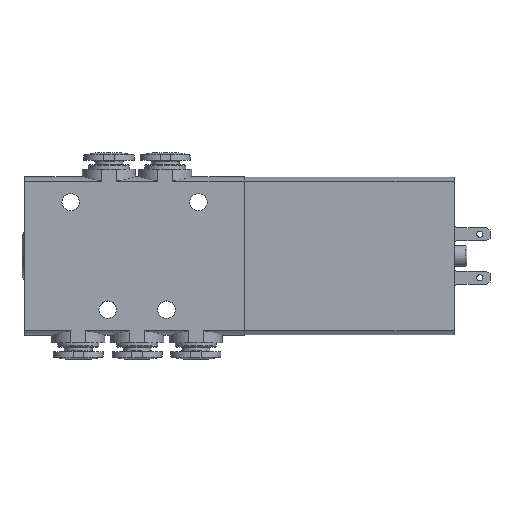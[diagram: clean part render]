
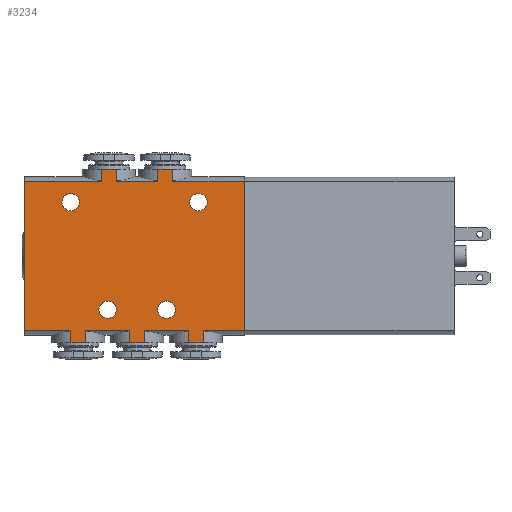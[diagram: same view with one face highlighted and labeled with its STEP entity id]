
A CAD part, top view. The second image highlights one B-rep face of the part: STEP entity #3234.
In plain terms, the highlighted planar face has unit normal (0, 0, 1).
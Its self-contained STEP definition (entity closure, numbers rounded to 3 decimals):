
#177=LINE('',#4340,#311);
#179=LINE('',#4355,#313);
#181=LINE('',#4364,#315);
#183=LINE('',#4379,#317);
#185=LINE('',#4394,#319);
#187=LINE('',#4414,#321);
#188=LINE('',#4416,#322);
#189=LINE('',#4418,#323);
#190=LINE('',#4419,#324);
#191=LINE('',#4421,#325);
#192=LINE('',#4423,#326);
#193=LINE('',#4424,#327);
#194=LINE('',#4426,#328);
#195=LINE('',#4428,#329);
#196=LINE('',#4429,#330);
#197=LINE('',#4431,#331);
#198=LINE('',#4433,#332);
#199=LINE('',#4434,#333);
#200=LINE('',#4436,#334);
#201=LINE('',#4438,#335);
#202=LINE('',#4440,#336);
#203=LINE('',#4442,#337);
#204=LINE('',#4444,#338);
#205=LINE('',#4446,#339);
#311=VECTOR('',#3684,1000.);
#313=VECTOR('',#3690,1000.);
#315=VECTOR('',#3698,1000.);
#317=VECTOR('',#3704,1000.);
#319=VECTOR('',#3710,1000.);
#321=VECTOR('',#3722,1000.);
#322=VECTOR('',#3723,1000.);
#323=VECTOR('',#3724,1000.);
#324=VECTOR('',#3725,1000.);
#325=VECTOR('',#3726,1000.);
#326=VECTOR('',#3727,1000.);
#327=VECTOR('',#3728,1000.);
#328=VECTOR('',#3729,1000.);
#329=VECTOR('',#3730,1000.);
#330=VECTOR('',#3731,1000.);
#331=VECTOR('',#3732,1000.);
#332=VECTOR('',#3733,1000.);
#333=VECTOR('',#3734,1000.);
#334=VECTOR('',#3735,1000.);
#335=VECTOR('',#3736,1000.);
#336=VECTOR('',#3737,1000.);
#337=VECTOR('',#3738,1000.);
#338=VECTOR('',#3739,1000.);
#339=VECTOR('',#3740,1000.);
#480=ORIENTED_EDGE('',*,*,#1082,.T.);
#481=ORIENTED_EDGE('',*,*,#1083,.T.);
#482=ORIENTED_EDGE('',*,*,#1084,.T.);
#483=ORIENTED_EDGE('',*,*,#1085,.T.);
#484=ORIENTED_EDGE('',*,*,#1063,.F.);
#485=ORIENTED_EDGE('',*,*,#1086,.T.);
#486=ORIENTED_EDGE('',*,*,#1087,.F.);
#487=ORIENTED_EDGE('',*,*,#1088,.F.);
#488=ORIENTED_EDGE('',*,*,#1067,.F.);
#489=ORIENTED_EDGE('',*,*,#1089,.T.);
#490=ORIENTED_EDGE('',*,*,#1090,.T.);
#491=ORIENTED_EDGE('',*,*,#1091,.F.);
#492=ORIENTED_EDGE('',*,*,#1079,.F.);
#493=ORIENTED_EDGE('',*,*,#1092,.F.);
#494=ORIENTED_EDGE('',*,*,#1093,.F.);
#495=ORIENTED_EDGE('',*,*,#1094,.F.);
#496=ORIENTED_EDGE('',*,*,#1075,.F.);
#497=ORIENTED_EDGE('',*,*,#1095,.F.);
#498=ORIENTED_EDGE('',*,*,#1096,.F.);
#499=ORIENTED_EDGE('',*,*,#1097,.F.);
#500=ORIENTED_EDGE('',*,*,#1071,.F.);
#501=ORIENTED_EDGE('',*,*,#1098,.F.);
#502=ORIENTED_EDGE('',*,*,#1099,.F.);
#503=ORIENTED_EDGE('',*,*,#1100,.F.);
#504=ORIENTED_EDGE('',*,*,#1101,.T.);
#505=ORIENTED_EDGE('',*,*,#1102,.T.);
#506=ORIENTED_EDGE('',*,*,#1103,.F.);
#507=ORIENTED_EDGE('',*,*,#1104,.F.);
#1063=EDGE_CURVE('',#1364,#1365,#177,.F.);
#1067=EDGE_CURVE('',#1368,#1369,#179,.F.);
#1071=EDGE_CURVE('',#1371,#1373,#181,.F.);
#1075=EDGE_CURVE('',#1375,#1377,#183,.F.);
#1079=EDGE_CURVE('',#1379,#1381,#185,.F.);
#1082=EDGE_CURVE('',#1383,#1383,#1585,.F.);
#1083=EDGE_CURVE('',#1384,#1384,#1586,.F.);
#1084=EDGE_CURVE('',#1385,#1385,#1587,.F.);
#1085=EDGE_CURVE('',#1386,#1386,#1588,.F.);
#1086=EDGE_CURVE('',#1364,#1387,#187,.T.);
#1087=EDGE_CURVE('',#1388,#1387,#188,.T.);
#1088=EDGE_CURVE('',#1369,#1388,#189,.T.);
#1089=EDGE_CURVE('',#1368,#1389,#190,.T.);
#1090=EDGE_CURVE('',#1389,#1390,#191,.T.);
#1091=EDGE_CURVE('',#1381,#1390,#192,.T.);
#1092=EDGE_CURVE('',#1391,#1379,#193,.T.);
#1093=EDGE_CURVE('',#1392,#1391,#194,.T.);
#1094=EDGE_CURVE('',#1377,#1392,#195,.T.);
#1095=EDGE_CURVE('',#1393,#1375,#196,.T.);
#1096=EDGE_CURVE('',#1394,#1393,#197,.T.);
#1097=EDGE_CURVE('',#1373,#1394,#198,.T.);
#1098=EDGE_CURVE('',#1395,#1371,#199,.T.);
#1099=EDGE_CURVE('',#1396,#1395,#200,.T.);
#1100=EDGE_CURVE('',#1397,#1396,#201,.T.);
#1101=EDGE_CURVE('',#1397,#1398,#202,.T.);
#1102=EDGE_CURVE('',#1398,#1399,#203,.T.);
#1103=EDGE_CURVE('',#1400,#1399,#204,.T.);
#1104=EDGE_CURVE('',#1365,#1400,#205,.T.);
#1364=VERTEX_POINT('',#4339);
#1365=VERTEX_POINT('',#4341);
#1368=VERTEX_POINT('',#4354);
#1369=VERTEX_POINT('',#4356);
#1371=VERTEX_POINT('',#4362);
#1373=VERTEX_POINT('',#4365);
#1375=VERTEX_POINT('',#4377);
#1377=VERTEX_POINT('',#4380);
#1379=VERTEX_POINT('',#4392);
#1381=VERTEX_POINT('',#4395);
#1383=VERTEX_POINT('',#4407);
#1384=VERTEX_POINT('',#4409);
#1385=VERTEX_POINT('',#4411);
#1386=VERTEX_POINT('',#4413);
#1387=VERTEX_POINT('',#4415);
#1388=VERTEX_POINT('',#4417);
#1389=VERTEX_POINT('',#4420);
#1390=VERTEX_POINT('',#4422);
#1391=VERTEX_POINT('',#4425);
#1392=VERTEX_POINT('',#4427);
#1393=VERTEX_POINT('',#4430);
#1394=VERTEX_POINT('',#4432);
#1395=VERTEX_POINT('',#4435);
#1396=VERTEX_POINT('',#4437);
#1397=VERTEX_POINT('',#4439);
#1398=VERTEX_POINT('',#4441);
#1399=VERTEX_POINT('',#4443);
#1400=VERTEX_POINT('',#4445);
#1585=CIRCLE('',#3407,1.7);
#1586=CIRCLE('',#3408,1.7);
#1587=CIRCLE('',#3409,1.7);
#1588=CIRCLE('',#3410,1.7);
#1687=EDGE_LOOP('',(#480));
#1688=EDGE_LOOP('',(#481));
#1689=EDGE_LOOP('',(#482));
#1690=EDGE_LOOP('',(#483));
#1691=EDGE_LOOP('',(#484,#485,#486,#487,#488,#489,#490,#491,#492,#493,#494,
#495,#496,#497,#498,#499,#500,#501,#502,#503,#504,#505,#506,#507));
#1917=FACE_BOUND('',#1687,.T.);
#1918=FACE_BOUND('',#1688,.T.);
#1919=FACE_BOUND('',#1689,.T.);
#1920=FACE_BOUND('',#1690,.T.);
#1921=FACE_BOUND('',#1691,.T.);
#2137=PLANE('',#3406);
#3234=ADVANCED_FACE('',(#1917,#1918,#1919,#1920,#1921),#2137,.T.);
#3406=AXIS2_PLACEMENT_3D('',#4405,#3712,#3713);
#3407=AXIS2_PLACEMENT_3D('',#4406,#3714,#3715);
#3408=AXIS2_PLACEMENT_3D('',#4408,#3716,#3717);
#3409=AXIS2_PLACEMENT_3D('',#4410,#3718,#3719);
#3410=AXIS2_PLACEMENT_3D('',#4412,#3720,#3721);
#3684=DIRECTION('',(0.,-1.,0.));
#3690=DIRECTION('',(0.,-1.,0.));
#3698=DIRECTION('',(0.,-1.,0.));
#3704=DIRECTION('',(0.,-1.,0.));
#3710=DIRECTION('',(0.,-1.,0.));
#3712=DIRECTION('',(0.,0.,1.));
#3713=DIRECTION('',(1.,0.,0.));
#3714=DIRECTION('',(0.,0.,1.));
#3715=DIRECTION('',(1.,0.,0.));
#3716=DIRECTION('',(0.,0.,1.));
#3717=DIRECTION('',(1.,0.,0.));
#3718=DIRECTION('',(0.,0.,1.));
#3719=DIRECTION('',(1.,0.,0.));
#3720=DIRECTION('',(0.,0.,1.));
#3721=DIRECTION('',(1.,0.,0.));
#3722=DIRECTION('',(-1.,0.,0.));
#3723=DIRECTION('',(0.,-1.,0.));
#3724=DIRECTION('',(1.,0.,0.));
#3725=DIRECTION('',(-1.,0.,0.));
#3726=DIRECTION('',(0.,-1.,0.));
#3727=DIRECTION('',(-1.,0.,0.));
#3728=DIRECTION('',(-1.,0.,0.));
#3729=DIRECTION('',(0.,-1.,0.));
#3730=DIRECTION('',(-1.,0.,0.));
#3731=DIRECTION('',(-1.,0.,0.));
#3732=DIRECTION('',(0.,-1.,0.));
#3733=DIRECTION('',(-1.,0.,0.));
#3734=DIRECTION('',(-1.,0.,0.));
#3735=DIRECTION('',(0.,-1.,0.));
#3736=DIRECTION('',(-1.,0.,0.));
#3737=DIRECTION('',(0.,1.,0.));
#3738=DIRECTION('',(-1.,0.,0.));
#3739=DIRECTION('',(0.,-1.,0.));
#3740=DIRECTION('',(1.,0.,0.));
#4339=CARTESIAN_POINT('',(-15.928,30.142,5.));
#4340=CARTESIAN_POINT('',(-15.928,29.5,5.));
#4341=CARTESIAN_POINT('',(-15.928,32.5,5.));
#4354=CARTESIAN_POINT('',(-26.928,30.142,5.));
#4355=CARTESIAN_POINT('',(-26.928,29.5,5.));
#4356=CARTESIAN_POINT('',(-26.928,32.5,5.));
#4362=CARTESIAN_POINT('',(-9.928,-1.5,5.));
#4364=CARTESIAN_POINT('',(-9.928,-1.5,5.));
#4365=CARTESIAN_POINT('',(-9.928,0.858,5.));
#4377=CARTESIAN_POINT('',(-21.428,-1.5,5.));
#4379=CARTESIAN_POINT('',(-21.428,-1.5,5.));
#4380=CARTESIAN_POINT('',(-21.428,0.858,5.));
#4392=CARTESIAN_POINT('',(-32.928,-1.5,5.));
#4394=CARTESIAN_POINT('',(-32.928,-1.5,5.));
#4395=CARTESIAN_POINT('',(-32.928,0.858,5.));
#4405=CARTESIAN_POINT('',(0.,0.,5.));
#4406=CARTESIAN_POINT('',(-14.25,5.,5.));
#4407=CARTESIAN_POINT('',(-12.55,5.,5.));
#4408=CARTESIAN_POINT('',(-25.75,5.,5.));
#4409=CARTESIAN_POINT('',(-24.05,5.,5.));
#4410=CARTESIAN_POINT('',(-8.,26.,5.));
#4411=CARTESIAN_POINT('',(-6.3,26.,5.));
#4412=CARTESIAN_POINT('',(-33.,26.,5.));
#4413=CARTESIAN_POINT('',(-31.3,26.,5.));
#4414=CARTESIAN_POINT('',(42.,30.142,5.));
#4415=CARTESIAN_POINT('',(-24.072,30.142,5.));
#4416=CARTESIAN_POINT('',(-24.072,29.5,5.));
#4417=CARTESIAN_POINT('',(-24.072,32.5,5.));
#4418=CARTESIAN_POINT('',(-25.5,32.5,5.));
#4419=CARTESIAN_POINT('',(42.,30.142,5.));
#4420=CARTESIAN_POINT('',(-42.,30.142,5.));
#4421=CARTESIAN_POINT('',(-42.,31.,5.));
#4422=CARTESIAN_POINT('',(-42.,0.858,5.));
#4423=CARTESIAN_POINT('',(42.,0.858,5.));
#4424=CARTESIAN_POINT('',(-26.3,-1.5,5.));
#4425=CARTESIAN_POINT('',(-30.072,-1.5,5.));
#4426=CARTESIAN_POINT('',(-30.072,-1.5,5.));
#4427=CARTESIAN_POINT('',(-30.072,0.858,5.));
#4428=CARTESIAN_POINT('',(42.,0.858,5.));
#4429=CARTESIAN_POINT('',(-14.8,-1.5,5.));
#4430=CARTESIAN_POINT('',(-18.572,-1.5,5.));
#4431=CARTESIAN_POINT('',(-18.572,-1.5,5.));
#4432=CARTESIAN_POINT('',(-18.572,0.858,5.));
#4433=CARTESIAN_POINT('',(42.,0.858,5.));
#4434=CARTESIAN_POINT('',(-3.3,-1.5,5.));
#4435=CARTESIAN_POINT('',(-7.072,-1.5,5.));
#4436=CARTESIAN_POINT('',(-7.072,-1.5,5.));
#4437=CARTESIAN_POINT('',(-7.072,0.858,5.));
#4438=CARTESIAN_POINT('',(42.,0.858,5.));
#4439=CARTESIAN_POINT('',(1.,0.858,5.));
#4440=CARTESIAN_POINT('',(1.,0.,5.));
#4441=CARTESIAN_POINT('',(1.,30.142,5.));
#4442=CARTESIAN_POINT('',(42.,30.142,5.));
#4443=CARTESIAN_POINT('',(-13.072,30.142,5.));
#4444=CARTESIAN_POINT('',(-13.072,29.5,5.));
#4445=CARTESIAN_POINT('',(-13.072,32.5,5.));
#4446=CARTESIAN_POINT('',(-14.5,32.5,5.));
